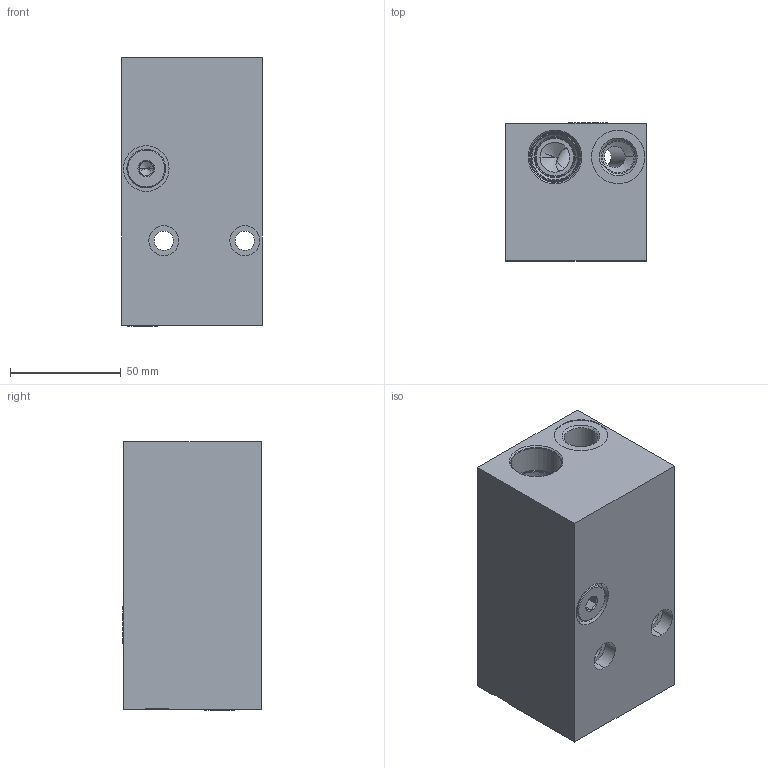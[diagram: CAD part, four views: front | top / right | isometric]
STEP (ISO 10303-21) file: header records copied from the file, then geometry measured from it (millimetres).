
FILE_DESCRIPTION((''),'2;1');
FILE_NAME('WCZ_ASM','2020-11-03T',('ProEService'),(''),'PRO/ENGINEER BY PARAMETRIC TECHNOLOGY CORPORATION, 2014200','PRO/ENGINEER BY PARAMETRIC TECHNOLOGY CORPORATION, 2014200','');
FILE_SCHEMA(('CONFIG_CONTROL_DESIGN'));
Length unit declared in the file: inch
Products named in the file (5): 152-806-003; 500-001-113; A330-006-004; A330-006-006; WCZ_ASM
Assembly tree (4 placements, depth 2):
  WCZ_ASM
    152-806-003
    500-001-113
    A330-006-004
    A330-006-006
Bounding box: 63.5 x 62.38 x 121.18 mm (x, y, z)
Volume: 404807.5 mm3; surface area: 62641.1 mm2
Topology: 4 solids, 4 shells, 235 faces, 780 edges, 668 vertices
Faces by surface type: cylinder 89, cone 79, plane 49, torus 12, revolution 4, sphere 2
Entity records: 9824 total; most frequent: CARTESIAN_POINT 3124, DIRECTION 1428, ORIENTED_EDGE 1096, EDGE_CURVE 548, AXIS2_PLACEMENT_3D 491, VECTOR 442, LINE 442, VERTEX_POINT 326
